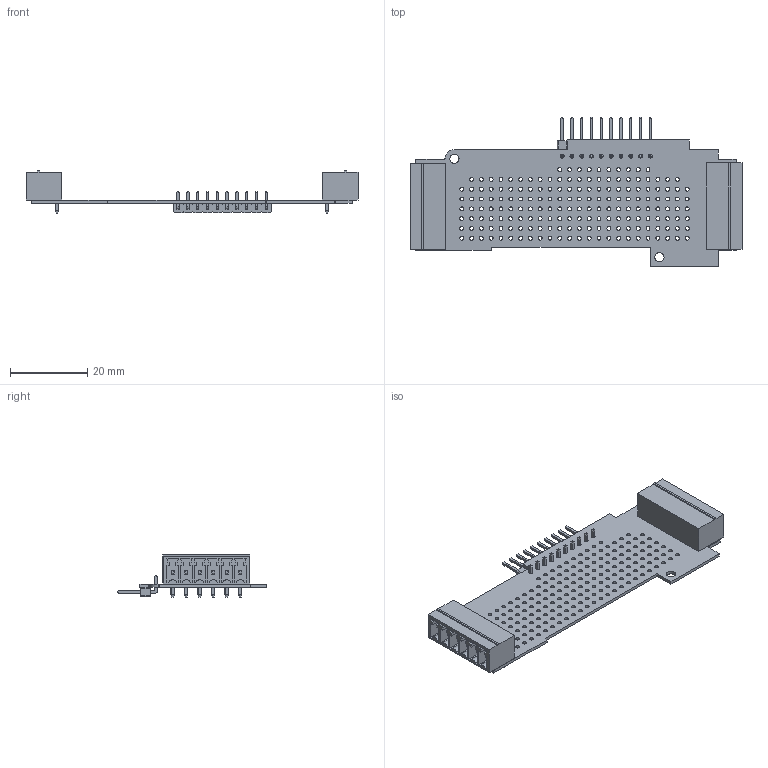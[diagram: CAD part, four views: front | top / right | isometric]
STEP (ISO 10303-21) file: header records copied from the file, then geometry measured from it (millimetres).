
FILE_DESCRIPTION(('FreeCAD Model'),'2;1');
FILE_NAME('Open CASCADE Shape Model','2023-10-14T10:46:27',(''),(''), 'Open CASCADE STEP processor 7.6','FreeCAD','Unknown');
FILE_SCHEMA(('AUTOMOTIVE_DESIGN { 1 0 10303 214 1 1 1 1 }'));
Length unit declared in the file: millimetre
Products named in the file (10): REG1-App-Universal; Local_CS_9349; Board_Geoms_9349; Pcb_9349; PCB_Sketch_9349; Step_Models_9349; Top_9349; J10_MC_01x06_G_3_5mm_00006350121b; Bot_9349; J1_PinHeader_1x10_P254mm_Horizontal_000063d944de
Assembly tree (10 placements, depth 4):
  REG1-App-Universal
    Local_CS_9349
    Board_Geoms_9349
      Pcb_9349
      PCB_Sketch_9349
    Step_Models_9349
      Top_9349
        J10_MC_01x06_G_3_5mm_00006350121b  x2
      Bot_9349
        J1_PinHeader_1x10_P254mm_Horizontal_000063d944de
Bounding box: 86 x 38.64 x 10.95 mm (x, y, z)
Volume: 3708.6 mm3; surface area: 9205.6 mm2
Topology: 4 solids, 4 shells, 917 faces, 2410 edges, 1582 vertices
Faces by surface type: plane 687, cylinder 230
Full cylindrical faces by diameter (mm): 1 x186, 1.2 x12, 2.4 x2
Entity records: 26326 total; most frequent: CARTESIAN_POINT 3870, DIRECTION 3792, ORIENTED_EDGE 3734, EDGE_CURVE 1867, LINE 1436, VECTOR 1436, VERTEX_POINT 1202, AXIS2_PLACEMENT_3D 1178
